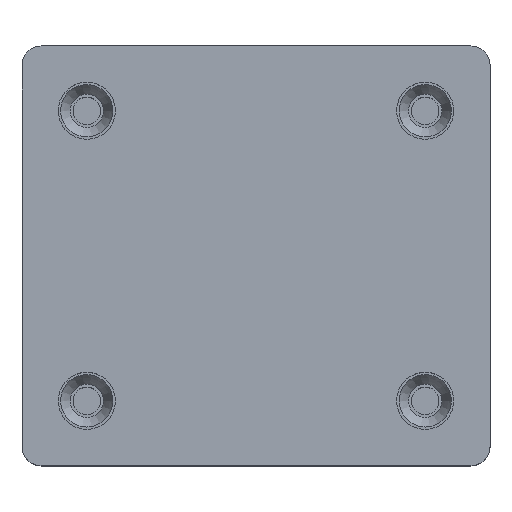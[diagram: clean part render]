
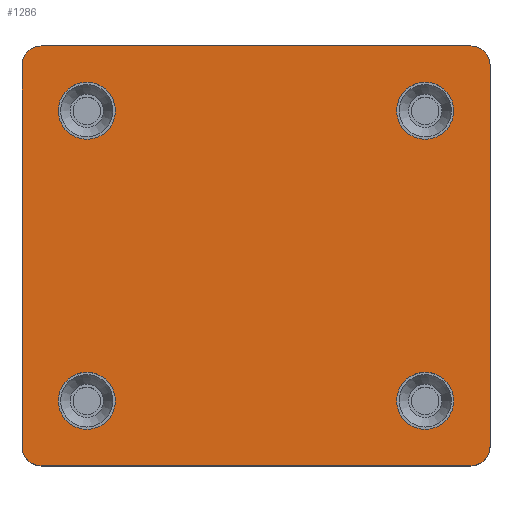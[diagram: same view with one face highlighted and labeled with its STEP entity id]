
A CAD part, top view. The second image highlights one B-rep face of the part: STEP entity #1286.
In plain terms, the highlighted planar face has unit normal (0, 0, 1).
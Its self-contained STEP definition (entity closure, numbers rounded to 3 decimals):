
#32=FACE_BOUND('',#245,.T.);
#33=FACE_BOUND('',#246,.T.);
#34=FACE_BOUND('',#247,.T.);
#35=FACE_BOUND('',#248,.T.);
#61=CIRCLE('',#1383,2.);
#62=CIRCLE('',#1386,2.);
#63=CIRCLE('',#1387,2.);
#64=CIRCLE('',#1388,2.);
#65=CIRCLE('',#1389,3.);
#66=CIRCLE('',#1390,3.);
#67=CIRCLE('',#1391,3.);
#68=CIRCLE('',#1392,3.);
#162=FACE_OUTER_BOUND('',#244,.T.);
#244=EDGE_LOOP('',(#911,#912,#913,#914,#915,#916,#917,#918));
#245=EDGE_LOOP('',(#919));
#246=EDGE_LOOP('',(#920));
#247=EDGE_LOOP('',(#921));
#248=EDGE_LOOP('',(#922));
#369=LINE('',#2000,#481);
#372=LINE('',#2006,#484);
#373=LINE('',#2010,#485);
#374=LINE('',#2014,#486);
#481=VECTOR('',#1577,10.);
#484=VECTOR('',#1582,10.);
#485=VECTOR('',#1585,10.);
#486=VECTOR('',#1588,10.);
#585=VERTEX_POINT('',#1993);
#586=VERTEX_POINT('',#1995);
#587=VERTEX_POINT('',#1999);
#589=VERTEX_POINT('',#2005);
#590=VERTEX_POINT('',#2007);
#591=VERTEX_POINT('',#2009);
#592=VERTEX_POINT('',#2011);
#593=VERTEX_POINT('',#2013);
#594=VERTEX_POINT('',#2016);
#595=VERTEX_POINT('',#2018);
#596=VERTEX_POINT('',#2020);
#597=VERTEX_POINT('',#2022);
#713=EDGE_CURVE('',#585,#586,#61,.T.);
#715=EDGE_CURVE('',#586,#587,#369,.T.);
#718=EDGE_CURVE('',#589,#585,#372,.T.);
#719=EDGE_CURVE('',#590,#589,#62,.T.);
#720=EDGE_CURVE('',#590,#591,#373,.T.);
#721=EDGE_CURVE('',#592,#591,#63,.T.);
#722=EDGE_CURVE('',#593,#592,#374,.T.);
#723=EDGE_CURVE('',#587,#593,#64,.T.);
#724=EDGE_CURVE('',#594,#594,#65,.T.);
#725=EDGE_CURVE('',#595,#595,#66,.T.);
#726=EDGE_CURVE('',#596,#596,#67,.T.);
#727=EDGE_CURVE('',#597,#597,#68,.T.);
#911=ORIENTED_EDGE('',*,*,#713,.F.);
#912=ORIENTED_EDGE('',*,*,#718,.F.);
#913=ORIENTED_EDGE('',*,*,#719,.F.);
#914=ORIENTED_EDGE('',*,*,#720,.T.);
#915=ORIENTED_EDGE('',*,*,#721,.F.);
#916=ORIENTED_EDGE('',*,*,#722,.F.);
#917=ORIENTED_EDGE('',*,*,#723,.F.);
#918=ORIENTED_EDGE('',*,*,#715,.F.);
#919=ORIENTED_EDGE('',*,*,#724,.T.);
#920=ORIENTED_EDGE('',*,*,#725,.T.);
#921=ORIENTED_EDGE('',*,*,#726,.T.);
#922=ORIENTED_EDGE('',*,*,#727,.T.);
#1236=PLANE('',#1385);
#1286=ADVANCED_FACE('',(#162,#32,#33,#34,#35),#1236,.F.);
#1383=AXIS2_PLACEMENT_3D('',#1996,#1572,#1573);
#1385=AXIS2_PLACEMENT_3D('',#2004,#1580,#1581);
#1386=AXIS2_PLACEMENT_3D('',#2008,#1583,#1584);
#1387=AXIS2_PLACEMENT_3D('',#2012,#1586,#1587);
#1388=AXIS2_PLACEMENT_3D('',#2015,#1589,#1590);
#1389=AXIS2_PLACEMENT_3D('',#2017,#1591,#1592);
#1390=AXIS2_PLACEMENT_3D('',#2019,#1593,#1594);
#1391=AXIS2_PLACEMENT_3D('',#2021,#1595,#1596);
#1392=AXIS2_PLACEMENT_3D('',#2023,#1597,#1598);
#1572=DIRECTION('center_axis',(0.,0.,-1.));
#1573=DIRECTION('ref_axis',(0.707,0.707,0.));
#1577=DIRECTION('',(0.,-1.,0.));
#1580=DIRECTION('center_axis',(0.,0.,-1.));
#1581=DIRECTION('ref_axis',(-1.,0.,0.));
#1582=DIRECTION('',(1.,0.,0.));
#1583=DIRECTION('center_axis',(0.,0.,-1.));
#1584=DIRECTION('ref_axis',(-0.707,0.707,0.));
#1585=DIRECTION('',(0.,-1.,0.));
#1586=DIRECTION('center_axis',(0.,0.,-1.));
#1587=DIRECTION('ref_axis',(-0.707,-0.707,0.));
#1588=DIRECTION('',(-1.,0.,0.));
#1589=DIRECTION('center_axis',(0.,0.,-1.));
#1590=DIRECTION('ref_axis',(0.707,-0.707,0.));
#1591=DIRECTION('center_axis',(0.,0.,-1.));
#1592=DIRECTION('ref_axis',(-1.,0.,0.));
#1593=DIRECTION('center_axis',(0.,0.,-1.));
#1594=DIRECTION('ref_axis',(-1.,0.,0.));
#1595=DIRECTION('center_axis',(0.,0.,-1.));
#1596=DIRECTION('ref_axis',(-1.,0.,0.));
#1597=DIRECTION('center_axis',(0.,0.,-1.));
#1598=DIRECTION('ref_axis',(-1.,0.,0.));
#1993=CARTESIAN_POINT('',(44.18,41.1,24.51));
#1995=CARTESIAN_POINT('',(46.18,39.1,24.51));
#1996=CARTESIAN_POINT('Origin',(44.18,39.1,24.51));
#1999=CARTESIAN_POINT('',(46.18,-1.,24.51));
#2000=CARTESIAN_POINT('',(46.18,14.605,24.51));
#2004=CARTESIAN_POINT('Origin',(21.59,19.05,24.51));
#2005=CARTESIAN_POINT('',(-1.,41.1,24.51));
#2006=CARTESIAN_POINT('',(-3.,41.1,24.51));
#2007=CARTESIAN_POINT('',(-3.,39.1,24.51));
#2008=CARTESIAN_POINT('Origin',(-1.,39.1,24.51));
#2009=CARTESIAN_POINT('',(-3.,-1.,24.51));
#2010=CARTESIAN_POINT('',(-3.,30.48,24.51));
#2011=CARTESIAN_POINT('',(-1.,-3.,24.51));
#2012=CARTESIAN_POINT('Origin',(-1.,-1.,24.51));
#2013=CARTESIAN_POINT('',(44.18,-3.,24.51));
#2014=CARTESIAN_POINT('',(46.18,-3.,24.51));
#2015=CARTESIAN_POINT('Origin',(44.18,-1.,24.51));
#2016=CARTESIAN_POINT('',(6.81,3.81,24.51));
#2017=CARTESIAN_POINT('Origin',(3.81,3.81,24.51));
#2018=CARTESIAN_POINT('',(6.81,34.29,24.51));
#2019=CARTESIAN_POINT('Origin',(3.81,34.29,24.51));
#2020=CARTESIAN_POINT('',(42.37,34.29,24.51));
#2021=CARTESIAN_POINT('Origin',(39.37,34.29,24.51));
#2022=CARTESIAN_POINT('',(42.37,3.81,24.51));
#2023=CARTESIAN_POINT('Origin',(39.37,3.81,24.51));
